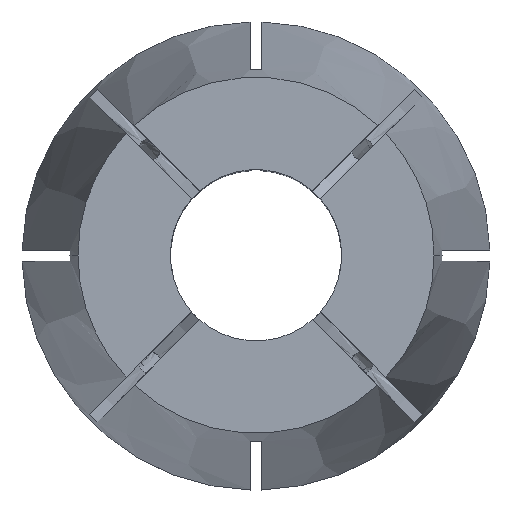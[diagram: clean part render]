
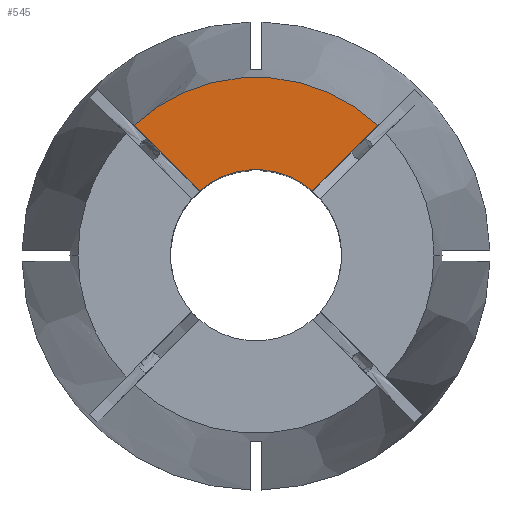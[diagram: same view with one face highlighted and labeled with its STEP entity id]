
A CAD part, top view. The second image highlights one B-rep face of the part: STEP entity #545.
In plain terms, the highlighted planar face has unit normal (0, 0, 1).
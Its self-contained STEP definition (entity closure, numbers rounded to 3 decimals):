
#157 = VECTOR ( 'NONE', #292, 1000. ) ;
#292 = DIRECTION ( 'NONE',  ( 0.707, 0.707, 0. ) ) ;
#307 = CARTESIAN_POINT ( 'NONE',  ( -0.354, 0.354, 0. ) ) ;
#318 = CARTESIAN_POINT ( 'NONE',  ( 0., 0., 0. ) ) ;
#327 = CIRCLE ( 'NONE', #1739, 15.595 ) ;
#351 = EDGE_CURVE ( 'NONE', #947, #1310, #497, .T. ) ;
#440 = LINE ( 'NONE', #2345, #1565 ) ;
#497 = CIRCLE ( 'NONE', #1138, 7.5 ) ;
#545 = ADVANCED_FACE ( 'NONE', ( #1250 ), #1412, .F. ) ;
#658 = CARTESIAN_POINT ( 'NONE',  ( 10.668, 11.376, 0. ) ) ;
#759 = CARTESIAN_POINT ( 'NONE',  ( 4.938, 5.645, 0. ) ) ;
#879 = ORIENTED_EDGE ( 'NONE', *, *, #1908, .T. ) ;
#925 = AXIS2_PLACEMENT_3D ( 'NONE', #944, #2440, #1291 ) ;
#944 = CARTESIAN_POINT ( 'NONE',  ( 0., 0., 0. ) ) ;
#947 = VERTEX_POINT ( 'NONE', #759 ) ;
#1090 = CARTESIAN_POINT ( 'NONE',  ( -4.938, 5.645, 0. ) ) ;
#1138 = AXIS2_PLACEMENT_3D ( 'NONE', #2317, #2186, #1385 ) ;
#1250 = FACE_OUTER_BOUND ( 'NONE', #1280, .T. ) ;
#1280 = EDGE_LOOP ( 'NONE', ( #2261, #2786, #2293, #879 ) ) ;
#1291 = DIRECTION ( 'NONE',  ( -1., 0., 0. ) ) ;
#1310 = VERTEX_POINT ( 'NONE', #1090 ) ;
#1385 = DIRECTION ( 'NONE',  ( 1., 0., 0. ) ) ;
#1387 = DIRECTION ( 'NONE',  ( 0.707, -0.707, 0. ) ) ;
#1401 = DIRECTION ( 'NONE',  ( 0., 0., 1. ) ) ;
#1407 = CARTESIAN_POINT ( 'NONE',  ( -10.668, 11.376, 0. ) ) ;
#1412 = PLANE ( 'NONE',  #925 ) ;
#1546 = VERTEX_POINT ( 'NONE', #658 ) ;
#1554 = EDGE_CURVE ( 'NONE', #1546, #2603, #327, .T. ) ;
#1565 = VECTOR ( 'NONE', #1387, 1000. ) ;
#1581 = EDGE_CURVE ( 'NONE', #947, #1546, #2585, .T. ) ;
#1739 = AXIS2_PLACEMENT_3D ( 'NONE', #318, #1401, #2807 ) ;
#1908 = EDGE_CURVE ( 'NONE', #2603, #1310, #440, .T. ) ;
#2186 = DIRECTION ( 'NONE',  ( 0., 0., 1. ) ) ;
#2261 = ORIENTED_EDGE ( 'NONE', *, *, #351, .F. ) ;
#2293 = ORIENTED_EDGE ( 'NONE', *, *, #1554, .T. ) ;
#2317 = CARTESIAN_POINT ( 'NONE',  ( 0., 0., 0. ) ) ;
#2345 = CARTESIAN_POINT ( 'NONE',  ( 0.354, 0.354, 0. ) ) ;
#2440 = DIRECTION ( 'NONE',  ( 0., 0., -1. ) ) ;
#2585 = LINE ( 'NONE', #307, #157 ) ;
#2603 = VERTEX_POINT ( 'NONE', #1407 ) ;
#2786 = ORIENTED_EDGE ( 'NONE', *, *, #1581, .T. ) ;
#2807 = DIRECTION ( 'NONE',  ( 1., 0., 0. ) ) ;
